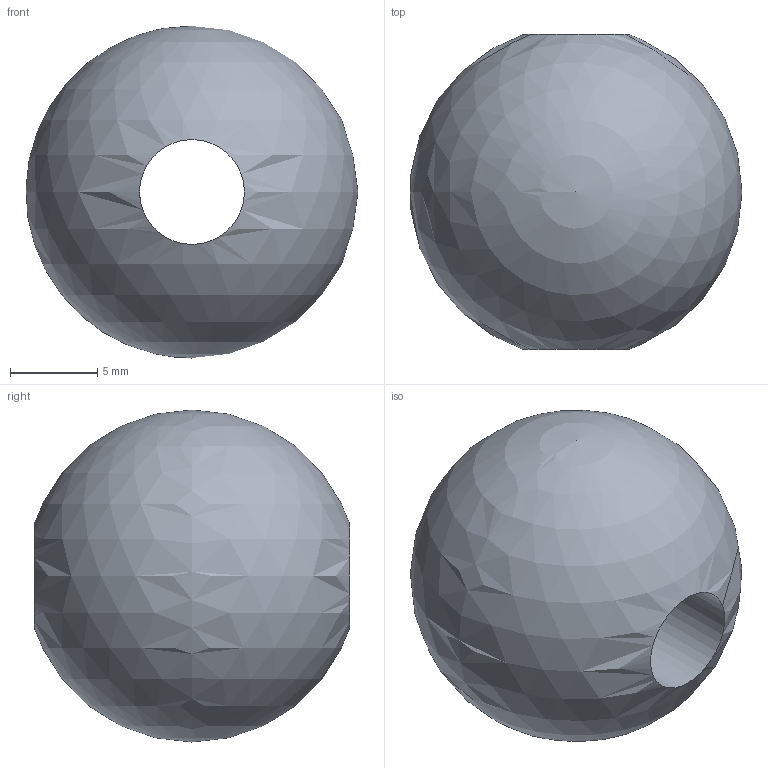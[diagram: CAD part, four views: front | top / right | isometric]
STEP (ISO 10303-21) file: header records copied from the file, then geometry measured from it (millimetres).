
FILE_DESCRIPTION (( 'STEP AP203' ), '1' );
FILE_NAME ('3553.step', '2020-05-28T09:38:45', ( '' ), ( '' ), 'SwSTEP 2.0', 'SolidWorks 2015', '' );
FILE_SCHEMA (( 'CONFIG_CONTROL_DESIGN' ));
Length unit declared in the file: millimetre
Products named in the file (1): 3553
Bounding box: 19 x 18.03 x 19 mm (x, y, z)
Volume: 3067.7 mm3; surface area: 1418.8 mm2
Topology: 1 solids, 1 shells, 181 faces, 498 edges, 332 vertices
Faces by surface type: bspline 92, plane 72, cylinder 16, sphere 1
Full cylindrical faces by diameter (mm): 6 x1
Entity records: 9322 total; most frequent: CARTESIAN_POINT 5247, ORIENTED_EDGE 988, DIRECTION 550, EDGE_CURVE 494, VERTEX_POINT 330, LINE 230, VECTOR 230, EDGE_LOOP 198
